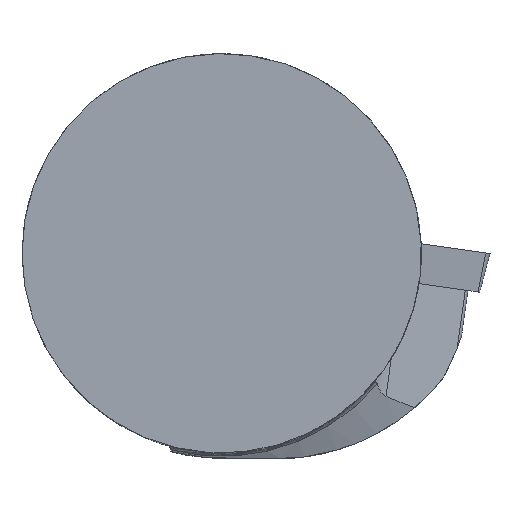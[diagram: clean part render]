
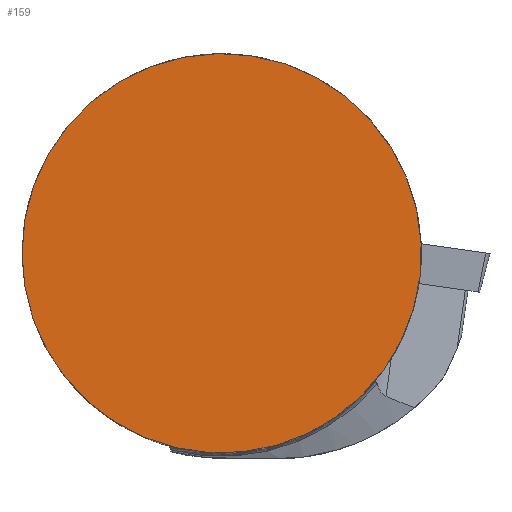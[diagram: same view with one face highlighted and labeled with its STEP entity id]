
A CAD part, top view. The second image highlights one B-rep face of the part: STEP entity #159.
In plain terms, the highlighted planar face has unit normal (0, 0, 1).
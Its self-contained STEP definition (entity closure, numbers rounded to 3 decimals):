
#159=ADVANCED_FACE('',(#222),#196,.T.);
#196=PLANE('',#933);
#222=FACE_OUTER_BOUND('',#257,.T.);
#257=EDGE_LOOP('',(#496));
#496=ORIENTED_EDGE('',*,*,#735,.F.);
#656=VERTEX_POINT('',#1439);
#735=EDGE_CURVE('',#656,#656,#810,.T.);
#810=CIRCLE('',#917,20.);
#917=AXIS2_PLACEMENT_3D('',#1438,#1047,#1048);
#933=AXIS2_PLACEMENT_3D('',#1530,#1083,#1084);
#1047=DIRECTION('',(0.,0.,-1.));
#1048=DIRECTION('',(-1.,0.,0.));
#1083=DIRECTION('',(0.,0.,1.));
#1084=DIRECTION('',(1.,0.,0.));
#1438=CARTESIAN_POINT('',(0.,0.,0.325));
#1439=CARTESIAN_POINT('',(-20.,0.,0.325));
#1530=CARTESIAN_POINT('',(0.,0.,0.325));
